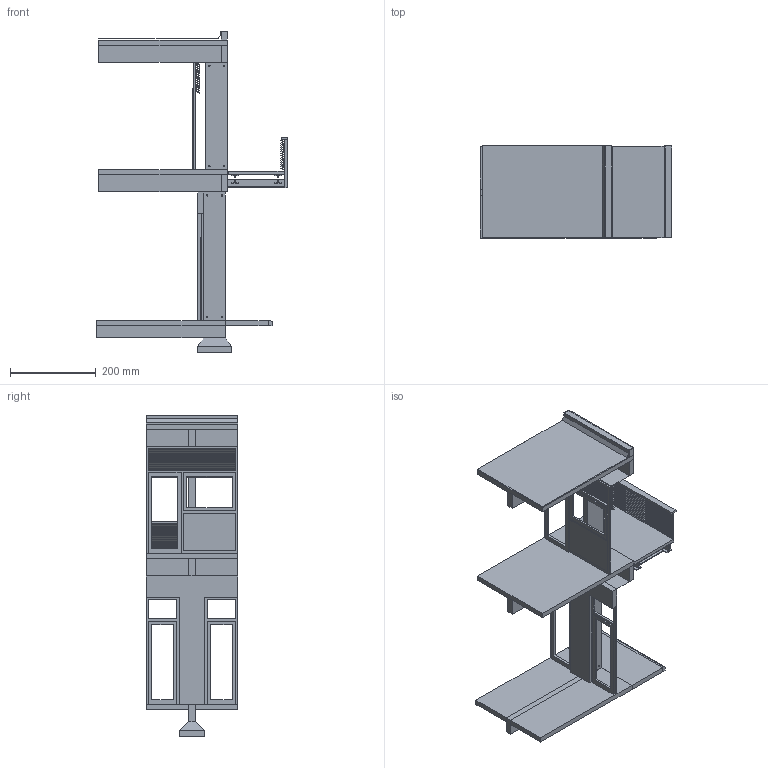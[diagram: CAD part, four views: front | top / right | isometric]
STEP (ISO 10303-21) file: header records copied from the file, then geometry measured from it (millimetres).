
FILE_DESCRIPTION(('FreeCAD Model'),'2;1');
FILE_NAME('Open CASCADE Shape Model','2024-02-22T15:14:49',('Author'),( ''),'Open CASCADE STEP processor 7.6','FreeCAD','Unknown');
FILE_SCHEMA(('AUTOMOTIVE_DESIGN { 1 0 10303 214 1 1 1 1 }'));
Length unit declared in the file: millimetre
Products named in the file (35): Model; Roof cover; Balcony handrail; Balcony louvres; Balcony vertical support 02; Balcony vertical support 01; Upper floor louvres; Roof wall; Upper floor ceiling; Upper floor window; Balcony slab; Balcony beam 02; Balcony beam 01; Balcony horizontal support 01; Balcony horizontal support 02; Ground floor ceiling; Curb border; Curb slab; Ground floor window 02; Ground floor window 01; Ground floor wall; Ground floor slab 01; Ground floor slab 02; Roof slab; Footing; Ground floor main beam; Roof front beam 01; Roof front beam 02; Roof main beam; Upper floor slab; Upper floor main beam; Upper floor front beam 02; Upper floor front beam 01; Upper floor column; Ground floor column
Assembly tree (34 placements, depth 2):
  Model
    Roof cover
    Balcony handrail
    Balcony louvres
    Balcony vertical support 02
    Balcony vertical support 01
    Upper floor louvres
    Roof wall
    Upper floor ceiling
    Upper floor window
    Balcony slab
    Balcony beam 02
    Balcony beam 01
    Balcony horizontal support 01
    Balcony horizontal support 02
    Ground floor ceiling
    Curb border
    Curb slab
    Ground floor window 02
    Ground floor window 01
    Ground floor wall
    Ground floor slab 01
    Ground floor slab 02
    Roof slab
    Footing
    Ground floor main beam
    Roof front beam 01
    Roof front beam 02
    Roof main beam
    Upper floor slab
    Upper floor main beam
    Upper floor front beam 02
    Upper floor front beam 01
    Upper floor column
    Ground floor column
Bounding box: 445 x 214 x 749.92 mm (x, y, z)
Volume: 4766036.1 mm3; surface area: 1278112.2 mm2
Topology: 62 solids, 65 shells, 476 faces, 1055 edges, 706 vertices
Faces by surface type: plane 467, cylinder 9
Full cylindrical faces by diameter (mm): 3 x8
Entity records: 14055 total; most frequent: CARTESIAN_POINT 2272, DIRECTION 2095, ORIENTED_EDGE 2090, EDGE_CURVE 1055, LINE 1037, VECTOR 1037, VERTEX_POINT 706, AXIS2_PLACEMENT_3D 529
